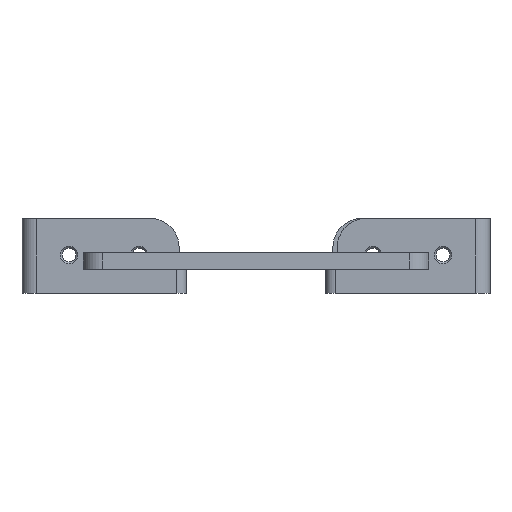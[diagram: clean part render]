
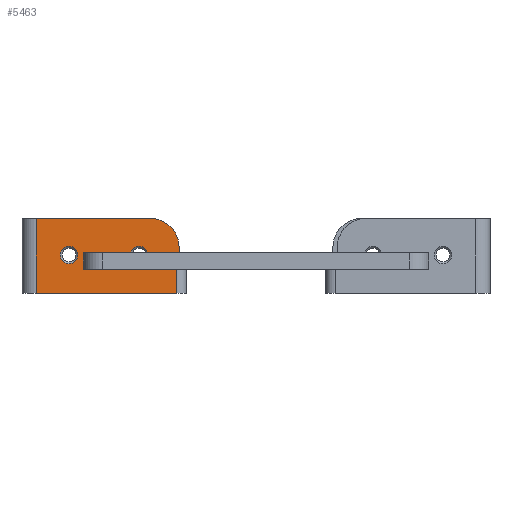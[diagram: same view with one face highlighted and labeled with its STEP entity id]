
A CAD part, front view. The second image highlights one B-rep face of the part: STEP entity #5463.
In plain terms, the highlighted planar face has unit normal (0, -1, 0).
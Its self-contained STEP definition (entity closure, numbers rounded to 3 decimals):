
#134=FACE_BOUND('',#685,.T.);
#135=FACE_BOUND('',#686,.T.);
#136=FACE_BOUND('',#687,.T.);
#184=PLANE('',#5806);
#381=FACE_OUTER_BOUND('',#684,.T.);
#684=EDGE_LOOP('',(#3892,#3893,#3894,#3895,#3896,#3897,#3898,#3899,#3900,
#3901));
#685=EDGE_LOOP('',(#3902));
#686=EDGE_LOOP('',(#3903,#3904,#3905,#3906,#3907));
#687=EDGE_LOOP('',(#3908));
#1052=LINE('',#8013,#1657);
#1053=LINE('',#8015,#1658);
#1054=LINE('',#8021,#1659);
#1055=LINE('',#8023,#1660);
#1056=LINE('',#8027,#1661);
#1057=LINE('',#8029,#1662);
#1058=LINE('',#8030,#1663);
#1059=LINE('',#8035,#1664);
#1060=LINE('',#8037,#1665);
#1061=LINE('',#8039,#1666);
#1657=VECTOR('',#6400,10.);
#1658=VECTOR('',#6401,10.);
#1659=VECTOR('',#6406,10.);
#1660=VECTOR('',#6407,10.);
#1661=VECTOR('',#6410,10.);
#1662=VECTOR('',#6411,10.);
#1663=VECTOR('',#6412,10.);
#1664=VECTOR('',#6415,10.);
#1665=VECTOR('',#6416,10.);
#1666=VECTOR('',#6417,10.);
#2252=CIRCLE('',#5804,1.825);
#2254=CIRCLE('',#5807,1.);
#2255=CIRCLE('',#5808,3.5);
#2256=CIRCLE('',#5809,6.);
#2257=CIRCLE('',#5810,1.825);
#2258=CIRCLE('',#5811,3.5);
#2259=CIRCLE('',#5812,1.);
#2488=VERTEX_POINT('',#8005);
#2490=VERTEX_POINT('',#8011);
#2491=VERTEX_POINT('',#8012);
#2492=VERTEX_POINT('',#8014);
#2493=VERTEX_POINT('',#8016);
#2494=VERTEX_POINT('',#8018);
#2495=VERTEX_POINT('',#8020);
#2496=VERTEX_POINT('',#8022);
#2497=VERTEX_POINT('',#8024);
#2498=VERTEX_POINT('',#8026);
#2499=VERTEX_POINT('',#8028);
#2500=VERTEX_POINT('',#8031);
#2501=VERTEX_POINT('',#8033);
#2502=VERTEX_POINT('',#8034);
#2503=VERTEX_POINT('',#8036);
#2504=VERTEX_POINT('',#8038);
#2505=VERTEX_POINT('',#8040);
#3041=EDGE_CURVE('',#2488,#2488,#2252,.T.);
#3044=EDGE_CURVE('',#2490,#2491,#1052,.T.);
#3045=EDGE_CURVE('',#2492,#2490,#1053,.T.);
#3046=EDGE_CURVE('',#2493,#2492,#2254,.F.);
#3047=EDGE_CURVE('',#2493,#2494,#2255,.T.);
#3048=EDGE_CURVE('',#2495,#2494,#1054,.T.);
#3049=EDGE_CURVE('',#2495,#2496,#1055,.T.);
#3050=EDGE_CURVE('',#2497,#2496,#2256,.T.);
#3051=EDGE_CURVE('',#2498,#2497,#1056,.T.);
#3052=EDGE_CURVE('',#2499,#2498,#1057,.T.);
#3053=EDGE_CURVE('',#2499,#2491,#1058,.T.);
#3054=EDGE_CURVE('',#2500,#2500,#2257,.T.);
#3055=EDGE_CURVE('',#2501,#2502,#1059,.T.);
#3056=EDGE_CURVE('',#2501,#2503,#1060,.T.);
#3057=EDGE_CURVE('',#2504,#2503,#1061,.T.);
#3058=EDGE_CURVE('',#2504,#2505,#2258,.T.);
#3059=EDGE_CURVE('',#2502,#2505,#2259,.F.);
#3892=ORIENTED_EDGE('',*,*,#3044,.F.);
#3893=ORIENTED_EDGE('',*,*,#3045,.F.);
#3894=ORIENTED_EDGE('',*,*,#3046,.F.);
#3895=ORIENTED_EDGE('',*,*,#3047,.T.);
#3896=ORIENTED_EDGE('',*,*,#3048,.F.);
#3897=ORIENTED_EDGE('',*,*,#3049,.T.);
#3898=ORIENTED_EDGE('',*,*,#3050,.F.);
#3899=ORIENTED_EDGE('',*,*,#3051,.F.);
#3900=ORIENTED_EDGE('',*,*,#3052,.F.);
#3901=ORIENTED_EDGE('',*,*,#3053,.T.);
#3902=ORIENTED_EDGE('',*,*,#3054,.F.);
#3903=ORIENTED_EDGE('',*,*,#3055,.F.);
#3904=ORIENTED_EDGE('',*,*,#3056,.T.);
#3905=ORIENTED_EDGE('',*,*,#3057,.F.);
#3906=ORIENTED_EDGE('',*,*,#3058,.T.);
#3907=ORIENTED_EDGE('',*,*,#3059,.F.);
#3908=ORIENTED_EDGE('',*,*,#3041,.F.);
#5463=ADVANCED_FACE('',(#381,#134,#135,#136),#184,.T.);
#5804=AXIS2_PLACEMENT_3D('',#8006,#6393,#6394);
#5806=AXIS2_PLACEMENT_3D('',#8010,#6398,#6399);
#5807=AXIS2_PLACEMENT_3D('',#8017,#6402,#6403);
#5808=AXIS2_PLACEMENT_3D('',#8019,#6404,#6405);
#5809=AXIS2_PLACEMENT_3D('',#8025,#6408,#6409);
#5810=AXIS2_PLACEMENT_3D('',#8032,#6413,#6414);
#5811=AXIS2_PLACEMENT_3D('',#8041,#6418,#6419);
#5812=AXIS2_PLACEMENT_3D('',#8042,#6420,#6421);
#6393=DIRECTION('center_axis',(0.,-1.,0.));
#6394=DIRECTION('ref_axis',(1.,0.,0.));
#6398=DIRECTION('center_axis',(0.,-1.,0.));
#6399=DIRECTION('ref_axis',(1.,0.,0.));
#6400=DIRECTION('',(0.,0.,-1.));
#6401=DIRECTION('',(1.,0.,0.));
#6402=DIRECTION('center_axis',(0.,1.,0.));
#6403=DIRECTION('ref_axis',(-0.85,0.,-0.527));
#6404=DIRECTION('center_axis',(0.,-1.,0.));
#6405=DIRECTION('ref_axis',(1.,0.,0.));
#6406=DIRECTION('',(-1.,0.,0.));
#6407=DIRECTION('',(0.,0.,1.));
#6408=DIRECTION('center_axis',(0.,1.,0.));
#6409=DIRECTION('ref_axis',(0.707,0.,0.707));
#6410=DIRECTION('',(1.,0.,0.));
#6411=DIRECTION('',(0.,0.,1.));
#6412=DIRECTION('',(1.,0.,0.));
#6413=DIRECTION('center_axis',(0.,-1.,0.));
#6414=DIRECTION('ref_axis',(1.,0.,0.));
#6415=DIRECTION('',(1.,0.,0.));
#6416=DIRECTION('',(0.,0.,1.));
#6417=DIRECTION('',(-1.,0.,0.));
#6418=DIRECTION('center_axis',(0.,-1.,0.));
#6419=DIRECTION('ref_axis',(1.,0.,0.));
#6420=DIRECTION('center_axis',(0.,1.,0.));
#6421=DIRECTION('ref_axis',(0.85,0.,-0.527));
#8005=CARTESIAN_POINT('',(-40.725,-29.5,3.));
#8006=CARTESIAN_POINT('Origin',(-38.9,-29.5,3.));
#8010=CARTESIAN_POINT('Origin',(-48.7,-29.5,-5.));
#8011=CARTESIAN_POINT('',(-16.5,-29.5,0.));
#8012=CARTESIAN_POINT('',(-16.5,-29.5,-5.));
#8013=CARTESIAN_POINT('',(-16.5,-29.5,-5.));
#8014=CARTESIAN_POINT('',(-20.269,-29.5,0.));
#8015=CARTESIAN_POINT('',(-24.788,-29.5,0.));
#8016=CARTESIAN_POINT('',(-21.165,-29.5,1.444));
#8017=CARTESIAN_POINT('Origin',(-20.269,-29.5,1.));
#8018=CARTESIAN_POINT('',(-20.836,-29.5,3.5));
#8019=CARTESIAN_POINT('Origin',(-24.3,-29.5,3.));
#8020=CARTESIAN_POINT('',(-16.,-29.5,3.5));
#8021=CARTESIAN_POINT('',(-14.5,-29.5,3.5));
#8022=CARTESIAN_POINT('',(-16.,-29.5,4.6));
#8023=CARTESIAN_POINT('',(-16.,-29.5,-5.));
#8024=CARTESIAN_POINT('',(-22.,-29.5,10.6));
#8025=CARTESIAN_POINT('Origin',(-22.,-29.5,4.6));
#8026=CARTESIAN_POINT('',(-45.7,-29.5,10.6));
#8027=CARTESIAN_POINT('',(-14.5,-29.5,10.6));
#8028=CARTESIAN_POINT('',(-45.7,-29.5,-5.));
#8029=CARTESIAN_POINT('',(-45.7,-29.5,-5.));
#8030=CARTESIAN_POINT('',(-24.788,-29.5,-5.));
#8031=CARTESIAN_POINT('',(-26.125,-29.5,3.));
#8032=CARTESIAN_POINT('Origin',(-24.3,-29.5,3.));
#8033=CARTESIAN_POINT('',(-35.95,-29.5,0.));
#8034=CARTESIAN_POINT('',(-28.331,-29.5,0.));
#8035=CARTESIAN_POINT('',(-24.788,-29.5,0.));
#8036=CARTESIAN_POINT('',(-35.95,-29.5,3.5));
#8037=CARTESIAN_POINT('',(-35.95,-29.5,0.));
#8038=CARTESIAN_POINT('',(-27.764,-29.5,3.5));
#8039=CARTESIAN_POINT('',(-14.5,-29.5,3.5));
#8040=CARTESIAN_POINT('',(-27.435,-29.5,1.444));
#8041=CARTESIAN_POINT('Origin',(-24.3,-29.5,3.));
#8042=CARTESIAN_POINT('Origin',(-28.331,-29.5,1.));
